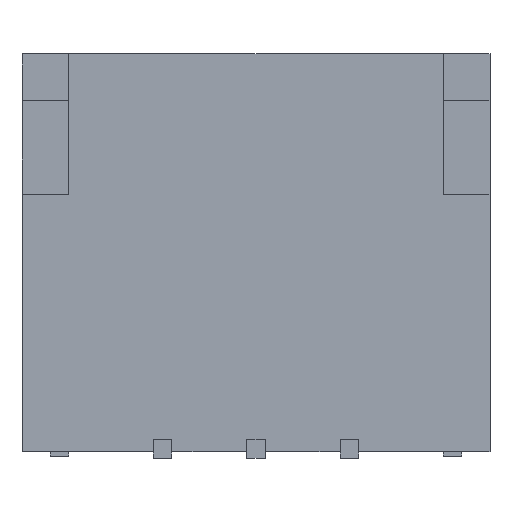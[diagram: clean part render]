
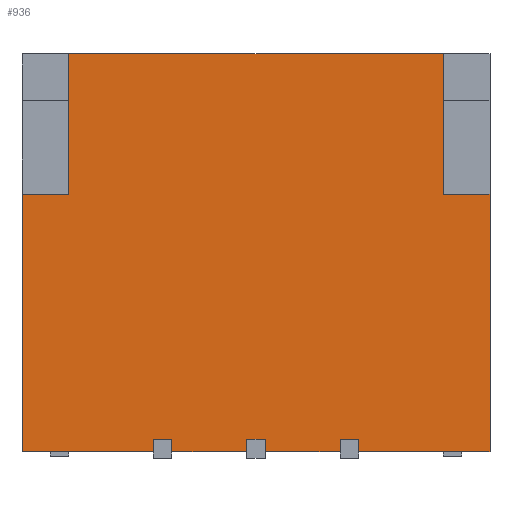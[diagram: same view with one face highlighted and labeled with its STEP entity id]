
A CAD part, front view. The second image highlights one B-rep face of the part: STEP entity #936.
In plain terms, the highlighted planar face has unit normal (0, -1, 0).
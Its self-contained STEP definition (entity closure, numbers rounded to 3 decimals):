
#73 = VERTEX_POINT('',#74);
#74 = CARTESIAN_POINT('',(0.9,-0.01,0.08)
  );
#82 = EDGE_CURVE('',#73,#83,#85,.T.);
#83 = VERTEX_POINT('',#84);
#84 = CARTESIAN_POINT('',(0.1,-0.01,0.08)
  );
#85 = LINE('',#86,#87);
#86 = CARTESIAN_POINT('',(2.5,-0.01,0.08));
#87 = VECTOR('',#88,1.);
#88 = DIRECTION('',(-1.,0.,0.));
#107 = VERTEX_POINT('',#108);
#108 = CARTESIAN_POINT('',(-0.1,-0.01,
    0.08));
#114 = EDGE_CURVE('',#107,#115,#117,.T.);
#115 = VERTEX_POINT('',#116);
#116 = CARTESIAN_POINT('',(-0.9,-0.01,0.08
    ));
#117 = LINE('',#118,#119);
#118 = CARTESIAN_POINT('',(2.5,-0.01,0.08)
  );
#119 = VECTOR('',#120,1.);
#120 = DIRECTION('',(-1.,0.,0.));
#139 = VERTEX_POINT('',#140);
#140 = CARTESIAN_POINT('',(-1.1,-0.01,0.08
    ));
#146 = EDGE_CURVE('',#139,#147,#149,.T.);
#147 = VERTEX_POINT('',#148);
#148 = CARTESIAN_POINT('',(-2.5,-0.01,0.08));
#149 = LINE('',#150,#151);
#150 = CARTESIAN_POINT('',(2.5,-0.01,0.08)
  );
#151 = VECTOR('',#152,1.);
#152 = DIRECTION('',(-1.,0.,0.));
#210 = VERTEX_POINT('',#211);
#211 = CARTESIAN_POINT('',(2.5,-0.01,0.08)
  );
#217 = EDGE_CURVE('',#210,#218,#220,.T.);
#218 = VERTEX_POINT('',#219);
#219 = CARTESIAN_POINT('',(1.1,-0.01,0.08)
  );
#220 = LINE('',#221,#222);
#221 = CARTESIAN_POINT('',(2.5,-0.01,0.08)
  );
#222 = VECTOR('',#223,1.);
#223 = DIRECTION('',(-1.,0.,0.));
#374 = EDGE_CURVE('',#375,#73,#377,.T.);
#375 = VERTEX_POINT('',#376);
#376 = CARTESIAN_POINT('',(0.9,-0.01,0.21));
#377 = LINE('',#378,#379);
#378 = CARTESIAN_POINT('',(0.9,-0.01,4.33));
#379 = VECTOR('',#380,1.);
#380 = DIRECTION('',(0.,0.,-1.));
#422 = EDGE_CURVE('',#423,#115,#425,.T.);
#423 = VERTEX_POINT('',#424);
#424 = CARTESIAN_POINT('',(-0.9,-0.01,0.21));
#425 = LINE('',#426,#427);
#426 = CARTESIAN_POINT('',(-0.9,-0.01,4.33));
#427 = VECTOR('',#428,1.);
#428 = DIRECTION('',(0.,0.,-1.));
#469 = EDGE_CURVE('',#470,#218,#472,.T.);
#470 = VERTEX_POINT('',#471);
#471 = CARTESIAN_POINT('',(1.1,-0.01,0.21));
#472 = LINE('',#473,#474);
#473 = CARTESIAN_POINT('',(1.1,-0.01,4.33));
#474 = VECTOR('',#475,1.);
#475 = DIRECTION('',(0.,0.,-1.));
#539 = EDGE_CURVE('',#540,#107,#542,.T.);
#540 = VERTEX_POINT('',#541);
#541 = CARTESIAN_POINT('',(-0.1,-0.01,
    0.21));
#542 = LINE('',#543,#544);
#543 = CARTESIAN_POINT('',(-0.1,-0.01,
    4.33));
#544 = VECTOR('',#545,1.);
#545 = DIRECTION('',(0.,0.,-1.));
#605 = EDGE_CURVE('',#147,#606,#608,.T.);
#606 = VERTEX_POINT('',#607);
#607 = CARTESIAN_POINT('',(-2.5,-0.01,2.83));
#608 = LINE('',#609,#610);
#609 = CARTESIAN_POINT('',(-2.5,-0.01,0.08));
#610 = VECTOR('',#611,1.);
#611 = DIRECTION('',(0.,0.,1.));
#788 = EDGE_CURVE('',#789,#139,#791,.T.);
#789 = VERTEX_POINT('',#790);
#790 = CARTESIAN_POINT('',(-1.1,-0.01,0.21));
#791 = LINE('',#792,#793);
#792 = CARTESIAN_POINT('',(-1.1,-0.01,4.33));
#793 = VECTOR('',#794,1.);
#794 = DIRECTION('',(0.,0.,-1.));
#829 = EDGE_CURVE('',#830,#83,#832,.T.);
#830 = VERTEX_POINT('',#831);
#831 = CARTESIAN_POINT('',(0.1,-0.01,0.21));
#832 = LINE('',#833,#834);
#833 = CARTESIAN_POINT('',(0.1,-0.01,4.33));
#834 = VECTOR('',#835,1.);
#835 = DIRECTION('',(0.,0.,-1.));
#936 = ADVANCED_FACE('',(#937),#1014,.F.);
#937 = FACE_BOUND('',#938,.T.);
#938 = EDGE_LOOP('',(#939,#940,#946,#947,#948,#956,#964,#972,#980,#988,
    #994,#995,#996,#997,#1003,#1004,#1005,#1006,#1012,#1013));
#939 = ORIENTED_EDGE('',*,*,#374,.F.);
#940 = ORIENTED_EDGE('',*,*,#941,.T.);
#941 = EDGE_CURVE('',#375,#470,#942,.T.);
#942 = LINE('',#943,#944);
#943 = CARTESIAN_POINT('',(0.9,-0.01,0.21));
#944 = VECTOR('',#945,1.);
#945 = DIRECTION('',(1.,0.,0.));
#946 = ORIENTED_EDGE('',*,*,#469,.T.);
#947 = ORIENTED_EDGE('',*,*,#217,.F.);
#948 = ORIENTED_EDGE('',*,*,#949,.F.);
#949 = EDGE_CURVE('',#950,#210,#952,.T.);
#950 = VERTEX_POINT('',#951);
#951 = CARTESIAN_POINT('',(2.5,-0.01,2.83));
#952 = LINE('',#953,#954);
#953 = CARTESIAN_POINT('',(2.5,-0.01,0.08)
  );
#954 = VECTOR('',#955,1.);
#955 = DIRECTION('',(0.,0.,-1.));
#956 = ORIENTED_EDGE('',*,*,#957,.F.);
#957 = EDGE_CURVE('',#958,#950,#960,.T.);
#958 = VERTEX_POINT('',#959);
#959 = CARTESIAN_POINT('',(2.,-0.01,2.83));
#960 = LINE('',#961,#962);
#961 = CARTESIAN_POINT('',(2.,-0.01,2.83));
#962 = VECTOR('',#963,1.);
#963 = DIRECTION('',(1.,0.,0.));
#964 = ORIENTED_EDGE('',*,*,#965,.F.);
#965 = EDGE_CURVE('',#966,#958,#968,.T.);
#966 = VERTEX_POINT('',#967);
#967 = CARTESIAN_POINT('',(2.,-0.01,4.33));
#968 = LINE('',#969,#970);
#969 = CARTESIAN_POINT('',(2.,-0.01,2.83));
#970 = VECTOR('',#971,1.);
#971 = DIRECTION('',(0.,0.,-1.));
#972 = ORIENTED_EDGE('',*,*,#973,.F.);
#973 = EDGE_CURVE('',#974,#966,#976,.T.);
#974 = VERTEX_POINT('',#975);
#975 = CARTESIAN_POINT('',(-2.,-0.01,4.33));
#976 = LINE('',#977,#978);
#977 = CARTESIAN_POINT('',(-2.5,-0.01,4.33));
#978 = VECTOR('',#979,1.);
#979 = DIRECTION('',(1.,0.,0.));
#980 = ORIENTED_EDGE('',*,*,#981,.T.);
#981 = EDGE_CURVE('',#974,#982,#984,.T.);
#982 = VERTEX_POINT('',#983);
#983 = CARTESIAN_POINT('',(-2.,-0.01,2.83));
#984 = LINE('',#985,#986);
#985 = CARTESIAN_POINT('',(-2.,-0.01,2.83));
#986 = VECTOR('',#987,1.);
#987 = DIRECTION('',(0.,0.,-1.));
#988 = ORIENTED_EDGE('',*,*,#989,.T.);
#989 = EDGE_CURVE('',#982,#606,#990,.T.);
#990 = LINE('',#991,#992);
#991 = CARTESIAN_POINT('',(-2.,-0.01,2.83));
#992 = VECTOR('',#993,1.);
#993 = DIRECTION('',(-1.,0.,0.));
#994 = ORIENTED_EDGE('',*,*,#605,.F.);
#995 = ORIENTED_EDGE('',*,*,#146,.F.);
#996 = ORIENTED_EDGE('',*,*,#788,.F.);
#997 = ORIENTED_EDGE('',*,*,#998,.T.);
#998 = EDGE_CURVE('',#789,#423,#999,.T.);
#999 = LINE('',#1000,#1001);
#1000 = CARTESIAN_POINT('',(-1.1,-0.01,0.21));
#1001 = VECTOR('',#1002,1.);
#1002 = DIRECTION('',(1.,0.,0.));
#1003 = ORIENTED_EDGE('',*,*,#422,.T.);
#1004 = ORIENTED_EDGE('',*,*,#114,.F.);
#1005 = ORIENTED_EDGE('',*,*,#539,.F.);
#1006 = ORIENTED_EDGE('',*,*,#1007,.T.);
#1007 = EDGE_CURVE('',#540,#830,#1008,.T.);
#1008 = LINE('',#1009,#1010);
#1009 = CARTESIAN_POINT('',(-0.1,-0.01,
    0.21));
#1010 = VECTOR('',#1011,1.);
#1011 = DIRECTION('',(1.,0.,0.));
#1012 = ORIENTED_EDGE('',*,*,#829,.T.);
#1013 = ORIENTED_EDGE('',*,*,#82,.F.);
#1014 = PLANE('',#1015);
#1015 = AXIS2_PLACEMENT_3D('',#1016,#1017,#1018);
#1016 = CARTESIAN_POINT('',(-2.5,-0.01,4.33));
#1017 = DIRECTION('',(0.,1.,0.));
#1018 = DIRECTION('',(-1.,0.,0.));
